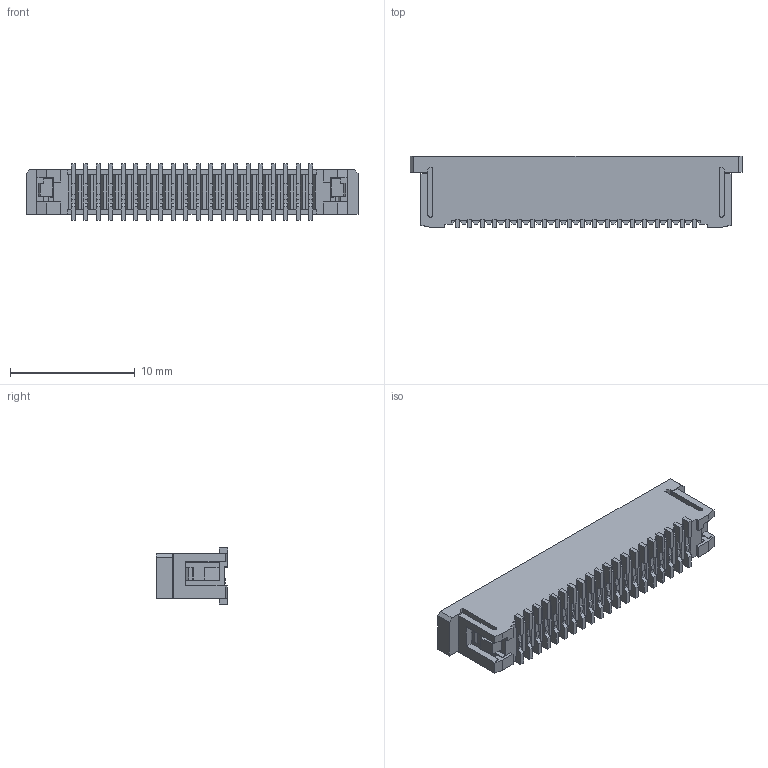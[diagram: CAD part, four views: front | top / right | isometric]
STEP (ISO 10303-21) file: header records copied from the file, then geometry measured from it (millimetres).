
FILE_DESCRIPTION((''),'2;1');
FILE_NAME('526102033','2019-06-21T',('gga'),(''),'PRO/ENGINEER BY PARAMETRIC TECHNOLOGY CORPORATION, 2016010','PRO/ENGINEER BY PARAMETRIC TECHNOLOGY CORPORATION, 2016010','');
FILE_SCHEMA(('CONFIG_CONTROL_DESIGN'));
Length unit declared in the file: millimetre
Products named in the file (1): 526102033
Bounding box: 26.6 x 5.75 x 4.5 mm (x, y, z)
Volume: 432.8 mm3; surface area: 1044.5 mm2
Topology: 1 solids, 1 shells, 748 faces, 2389 edges, 1630 vertices
Faces by surface type: plane 703, cylinder 45
Entity records: 25756 total; most frequent: CARTESIAN_POINT 4620, ORIENTED_EDGE 4458, DIRECTION 3973, VECTOR 2299, LINE 2299, EDGE_CURVE 2229, VERTEX_POINT 1470, AXIS2_PLACEMENT_3D 837
